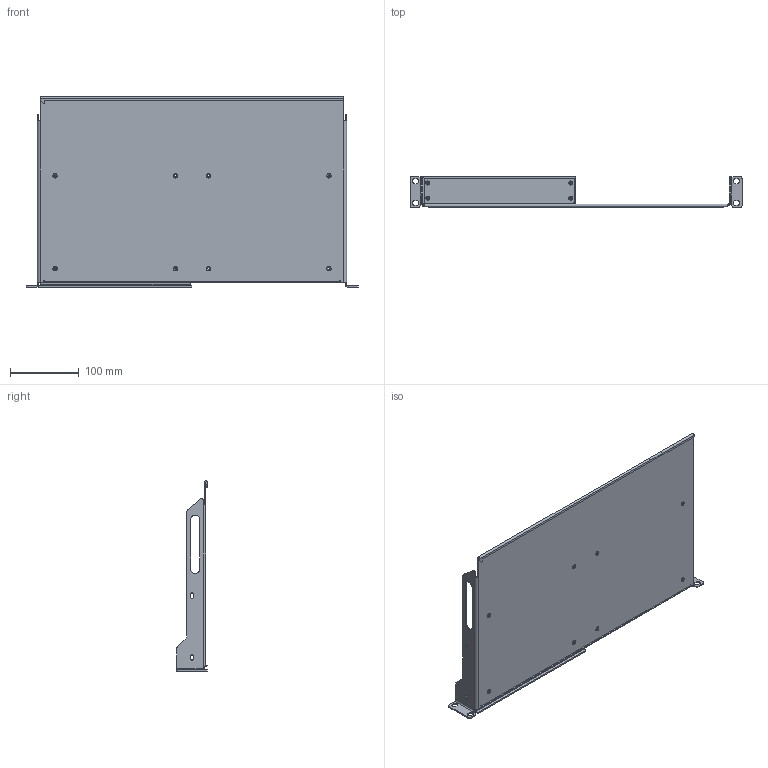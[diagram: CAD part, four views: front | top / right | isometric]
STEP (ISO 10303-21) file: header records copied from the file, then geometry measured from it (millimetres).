
FILE_DESCRIPTION (( 'STEP AP203' ), '1' );
FILE_NAME ('PM-MMK-IK.STEP', '2025-07-03T10:20:50', ( '' ), ( '' ), 'SwSTEP 2.0', 'SolidWorks 2022', '' );
FILE_SCHEMA (( 'CONFIG_CONTROL_DESIGN' ));
Length unit declared in the file: millimetre
Products named in the file (16): 0^PM-MMK-IK(2)_PM-MMK-IK; Винт DIN 965 потайной_М 3 х  6^PM-MMK-IK(2)_PM-MMK-IK; 3^PM-MMK-IK(2)_PM-MMK-IK; PM-MMK-IK; 2^PM-MMK-IK(2)_PM-MMK-IK; 1^PM-MMK-IK(2)_PM-MMK-IK
Assembly tree (15 placements, depth 2):
  PM-MMK-IK
    1^PM-MMK-IK(2)_PM-MMK-IK
    3^PM-MMK-IK(2)_PM-MMK-IK
    3^PM-MMK-IK(2)_PM-MMK-IK
    3^PM-MMK-IK(2)_PM-MMK-IK
    3^PM-MMK-IK(2)_PM-MMK-IK
    3^PM-MMK-IK(2)_PM-MMK-IK
    3^PM-MMK-IK(2)_PM-MMK-IK
    0^PM-MMK-IK(2)_PM-MMK-IK
    2^PM-MMK-IK(2)_PM-MMK-IK
    Винт DIN 965 потайной_М 3 х  6^PM-MMK-IK(2)_PM-MMK-IK
    Винт DIN 965 потайной_М 3 х  6^PM-MMK-IK(2)_PM-MMK-IK
    Винт DIN 965 потайной_М 3 х  6^PM-MMK-IK(2)_PM-MMK-IK
    Винт DIN 965 потайной_М 3 х  6^PM-MMK-IK(2)_PM-MMK-IK
    Винт DIN 965 потайной_М 3 х  6^PM-MMK-IK(2)_PM-MMK-IK
    Винт DIN 965 потайной_М 3 х  6^PM-MMK-IK(2)_PM-MMK-IK
Bounding box: 482.6 x 44.3 x 277 mm (x, y, z)
Volume: 309270.1 mm3; surface area: 329863.4 mm2
Topology: 19 solids, 19 shells, 1042 faces, 2782 edges, 1796 vertices
Faces by surface type: plane 810, cylinder 138, cone 72, bspline 22
Full cylindrical faces by diameter (mm): 3 x6, 3.4 x12, 4.2 x6, 5.6 x6
Entity records: 33686 total; most frequent: CARTESIAN_POINT 6166, ORIENTED_EDGE 5428, DIRECTION 5048, EDGE_CURVE 2714, LINE 2248, VECTOR 2248, VERTEX_POINT 1782, AXIS2_PLACEMENT_3D 1400
